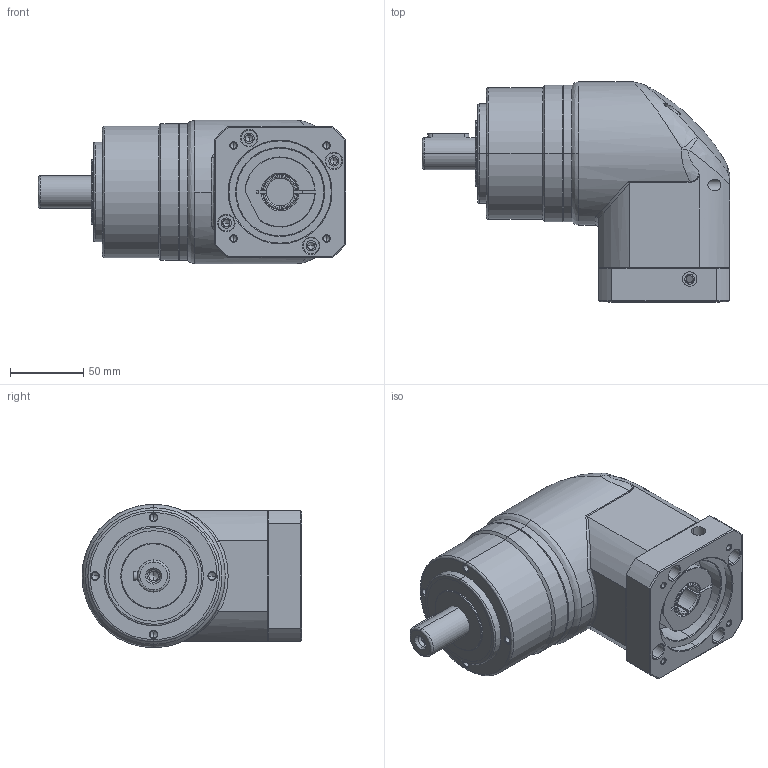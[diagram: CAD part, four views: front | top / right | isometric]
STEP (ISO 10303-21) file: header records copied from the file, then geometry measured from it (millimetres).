
FILE_DESCRIPTION (( 'STEP AP214' ), '1' );
FILE_NAME ('PEL090-L1-19-70-90-M5-M6.STEP', '2024-01-06T06:00:57', ( 'admin' ), ( '' ), 'SwSTEP 2.0', 'SolidWorks 2013', '' );
FILE_SCHEMA (( 'AUTOMOTIVE_DESIGN' ));
Length unit declared in the file: millimetre
Products named in the file (5): PEL090-L1-19-70-90-M5-M6; SDL090-19; SBL090_X2_8F9351658F7495017D2773AF_X0_-19; SBL090_X2_6CD55170_X0_-70-90M5; PE090_X2_8F9351FA7AEF_X0_
Assembly tree (4 placements, depth 2):
  PEL090-L1-19-70-90-M5-M6
    SDL090-19
    SBL090_X2_8F9351658F7495017D2773AF_X0_-19
    SBL090_X2_6CD55170_X0_-70-90M5
    PE090_X2_8F9351FA7AEF_X0_
Bounding box: 210.6 x 150.5 x 98 mm (x, y, z)
Volume: 1412195.2 mm3; surface area: 158422.1 mm2
Topology: 4 solids, 7 shells, 393 faces, 989 edges, 601 vertices
Faces by surface type: cylinder 166, cone 102, plane 96, bspline 27, torus 2
Entity records: 18990 total; most frequent: CARTESIAN_POINT 5276, DIRECTION 1967, ORIENTED_EDGE 1886, EDGE_CURVE 943, AXIS2_PLACEMENT_3D 788, VERTEX_POINT 601, EDGE_LOOP 462, CIRCLE 415
